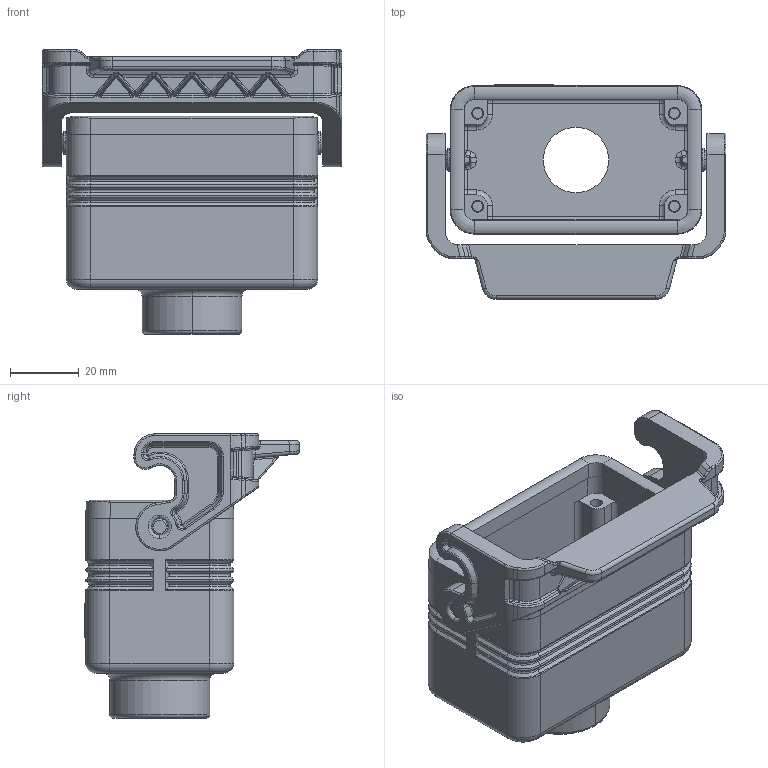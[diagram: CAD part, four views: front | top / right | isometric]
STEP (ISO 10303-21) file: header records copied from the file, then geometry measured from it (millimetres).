
FILE_DESCRIPTION(('Creo Elements/Direct Modeling STEP Export'),'2;1');
FILE_NAME('0ln7uvk5tno7bgb968','2023-11-15T16:29:28',(''),(''),'Creo Elements/Direct Modeling STEP processor for AP214 (Solid Model)','Creo Elements/Direct Modeling 20.1B 02-Apr-2019 (C) Parametric Technology GmbH','');
FILE_SCHEMA(('AUTOMOTIVE_DESIGN { 1 0 10303 214 1 1 1 1 }'));
Products named in the file (2): JMPV 10 LG25
Assembly tree (1 placements, depth 2):
  JMPV 10 LG25
    JMPV 10 LG25
Bounding box: 87 x 62.3 x 82.5 mm (x, y, z)
Volume: 66500.5 mm3; surface area: 38458.3 mm2
Topology: 1 solids, 1 shells, 914 faces, 2199 edges, 1289 vertices
Faces by surface type: cylinder 361, plane 231, bspline 146, torus 107, cone 56, sphere 13
Entity records: 69137 total; most frequent: CARTESIAN_POINT 42624, ORIENTED_EDGE 4368, DIRECTION 3573, EDGE_CURVE 2184, AXIS2_PLACEMENT_3D 1316, VERTEX_POINT 1289, VECTOR 941, LINE 941
